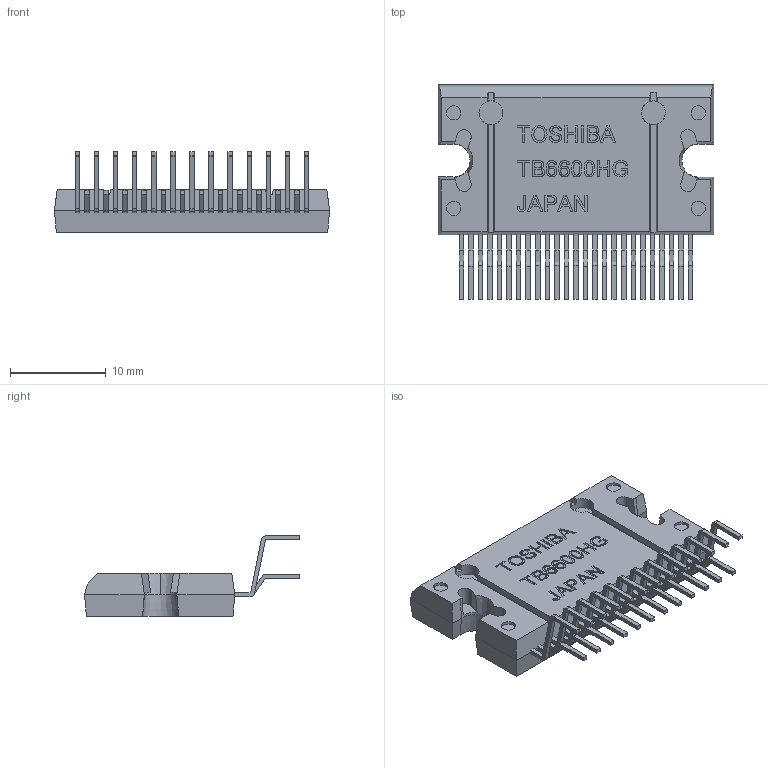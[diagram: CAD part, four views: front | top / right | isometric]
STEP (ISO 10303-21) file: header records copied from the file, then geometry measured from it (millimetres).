
FILE_DESCRIPTION (( 'STEP AP214' ), '1' );
FILE_NAME ('User Library-HZIP25-1.00F.STEP', '2022-06-24T06:18:48', ( '' ), ( '' ), 'SwSTEP 2.0', 'SolidWorks 2021', '' );
FILE_SCHEMA (( 'AUTOMOTIVE_DESIGN' ));
Length unit declared in the file: millimetre
Products named in the file (1): User Library-HZIP25-1.00F
Bounding box: 28.8 x 22.5 x 8.41 mm (x, y, z)
Volume: 1876.7 mm3; surface area: 2472 mm2
Topology: 27 solids, 27 shells, 796 faces, 2101 edges, 1397 vertices
Faces by surface type: plane 531, cylinder 142, bspline 117, cone 6
Entity records: 32552 total; most frequent: CARTESIAN_POINT 11622, ORIENTED_EDGE 4202, DIRECTION 3515, EDGE_CURVE 2101, LINE 1535, VECTOR 1535, VERTEX_POINT 1397, AXIS2_PLACEMENT_3D 990
